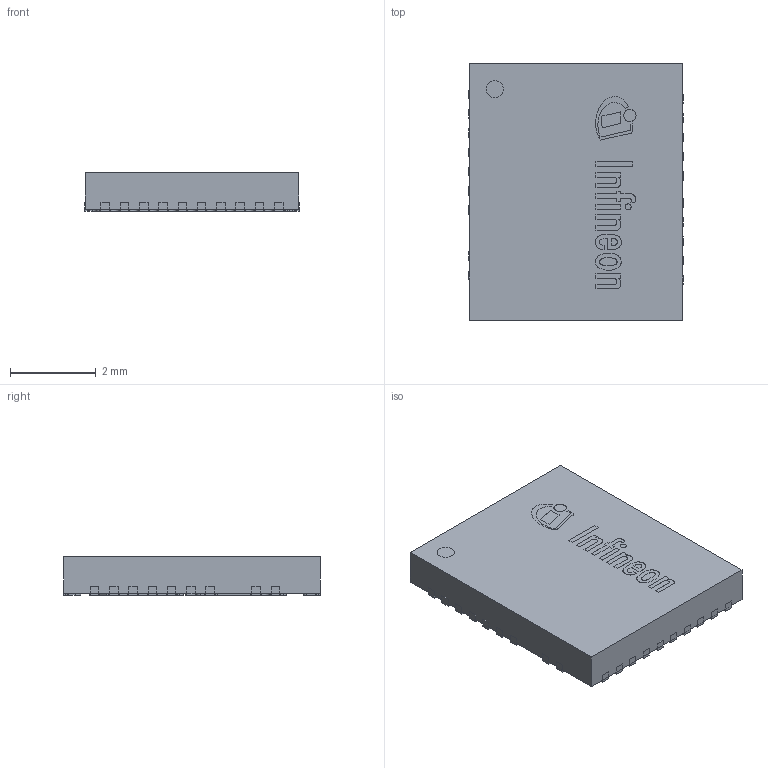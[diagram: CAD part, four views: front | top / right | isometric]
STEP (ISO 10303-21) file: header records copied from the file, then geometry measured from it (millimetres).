
FILE_DESCRIPTION(/* description */ (''),/* implementation_level */ '2;1');
FILE_NAME(/* name */ 'PG-VIQFN-39-19_Z8B00247836_V01_3D.stp',/* time_stamp */ '2023-11-23T12:13:25+05:30',/* author */ ('Subramani'),/* organization */ (''),/* preprocessor_version */ 'ST-DEVELOPER v19.2',/* originating_system */ 'AutoCAD Mechanical',/* authorisation */ '');
FILE_SCHEMA (('AUTOMOTIVE_DESIGN { 1 0 10303 214 3 1 1 }'));
Length unit declared in the file: millimetre
Products named in the file (1): Product
Bounding box: 5 x 6 x 0.9 mm (x, y, z)
Surface area: 130.5 mm2
Topology: 37 solids, 37 shells, 615 faces, 1620 edges, 1080 vertices
Faces by surface type: plane 369, cylinder 226, bspline 20
Full cylindrical faces by diameter (mm): 0.142 x1, 0.287 x1, 0.4 x2
Entity records: 19270 total; most frequent: CARTESIAN_POINT 4042, ORIENTED_EDGE 3240, DIRECTION 3126, EDGE_CURVE 1620, VERTEX_POINT 1080, AXIS2_PLACEMENT_3D 1048, LINE 1030, VECTOR 1030
